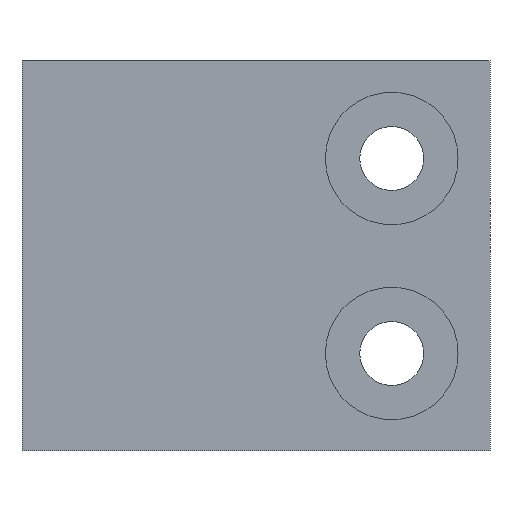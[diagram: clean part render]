
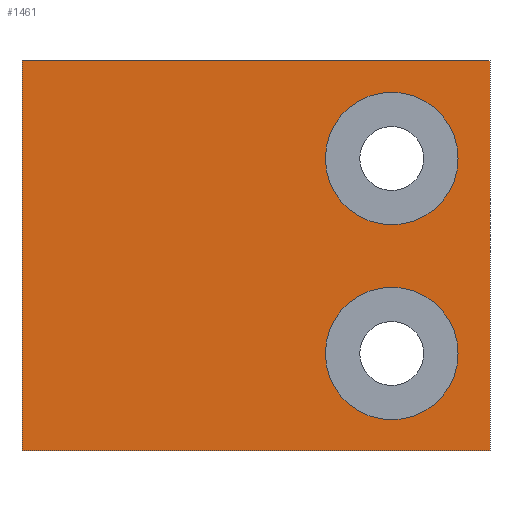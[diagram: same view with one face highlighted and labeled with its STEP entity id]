
A CAD part, front view. The second image highlights one B-rep face of the part: STEP entity #1461.
In plain terms, the highlighted planar face has unit normal (0, -1, 0).
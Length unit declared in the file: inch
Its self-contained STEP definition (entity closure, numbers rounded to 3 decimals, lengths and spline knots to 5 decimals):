
#27=FACE_BOUND('',#208,.T.);
#28=FACE_BOUND('',#209,.T.);
#36=PLANE('',#1576);
#115=FACE_OUTER_BOUND('',#207,.T.);
#207=EDGE_LOOP('',(#1071,#1072,#1073,#1074));
#208=EDGE_LOOP('',(#1075,#1076));
#209=EDGE_LOOP('',(#1077,#1078));
#353=LINE('',#2193,#531);
#354=LINE('',#2195,#532);
#355=LINE('',#2197,#533);
#356=LINE('',#2198,#534);
#531=VECTOR('',#1766,1.);
#532=VECTOR('',#1767,1.2);
#533=VECTOR('',#1768,1.);
#534=VECTOR('',#1769,1.2);
#641=CIRCLE('',#1554,0.17);
#644=CIRCLE('',#1557,0.17);
#645=CIRCLE('',#1559,0.17);
#648=CIRCLE('',#1562,0.17);
#657=VERTEX_POINT('',#2020);
#658=VERTEX_POINT('',#2021);
#661=VERTEX_POINT('',#2030);
#662=VERTEX_POINT('',#2031);
#737=VERTEX_POINT('',#2191);
#738=VERTEX_POINT('',#2192);
#739=VERTEX_POINT('',#2194);
#740=VERTEX_POINT('',#2196);
#789=EDGE_CURVE('',#657,#658,#641,.T.);
#793=EDGE_CURVE('',#658,#657,#644,.T.);
#794=EDGE_CURVE('',#661,#662,#645,.T.);
#798=EDGE_CURVE('',#662,#661,#648,.T.);
#873=EDGE_CURVE('',#737,#738,#353,.T.);
#874=EDGE_CURVE('',#739,#737,#354,.T.);
#875=EDGE_CURVE('',#740,#739,#355,.T.);
#876=EDGE_CURVE('',#738,#740,#356,.T.);
#1071=ORIENTED_EDGE('',*,*,#873,.F.);
#1072=ORIENTED_EDGE('',*,*,#874,.F.);
#1073=ORIENTED_EDGE('',*,*,#875,.F.);
#1074=ORIENTED_EDGE('',*,*,#876,.F.);
#1075=ORIENTED_EDGE('',*,*,#794,.F.);
#1076=ORIENTED_EDGE('',*,*,#798,.F.);
#1077=ORIENTED_EDGE('',*,*,#789,.F.);
#1078=ORIENTED_EDGE('',*,*,#793,.F.);
#1461=ADVANCED_FACE('',(#115,#27,#28),#36,.T.);
#1554=AXIS2_PLACEMENT_3D('',#2022,#1652,#1653);
#1557=AXIS2_PLACEMENT_3D('',#2028,#1659,#1660);
#1559=AXIS2_PLACEMENT_3D('',#2032,#1663,#1664);
#1562=AXIS2_PLACEMENT_3D('',#2038,#1670,#1671);
#1576=AXIS2_PLACEMENT_3D('',#2190,#1764,#1765);
#1652=DIRECTION('center_axis',(0.,-1.,0.));
#1653=DIRECTION('ref_axis',(0.,0.,-1.));
#1659=DIRECTION('center_axis',(0.,-1.,0.));
#1660=DIRECTION('ref_axis',(0.,0.,-1.));
#1663=DIRECTION('center_axis',(0.,-1.,0.));
#1664=DIRECTION('ref_axis',(0.,0.,-1.));
#1670=DIRECTION('center_axis',(0.,-1.,0.));
#1671=DIRECTION('ref_axis',(0.,0.,-1.));
#1764=DIRECTION('center_axis',(0.,-1.,0.));
#1765=DIRECTION('ref_axis',(0.,0.,-1.));
#1766=DIRECTION('',(0.,0.,-1.));
#1767=DIRECTION('',(1.,0.,0.));
#1768=DIRECTION('',(0.,0.,1.));
#1769=DIRECTION('',(-1.,0.,0.));
#2020=CARTESIAN_POINT('',(0.348,-0.0325,-0.08));
#2021=CARTESIAN_POINT('',(0.348,-0.0325,-0.42));
#2022=CARTESIAN_POINT('Origin',(0.348,-0.0325,-0.25));
#2028=CARTESIAN_POINT('Origin',(0.348,-0.0325,-0.25));
#2030=CARTESIAN_POINT('',(0.348,-0.0325,0.42));
#2031=CARTESIAN_POINT('',(0.348,-0.0325,0.08));
#2032=CARTESIAN_POINT('Origin',(0.348,-0.0325,0.25));
#2038=CARTESIAN_POINT('Origin',(0.348,-0.0325,0.25));
#2190=CARTESIAN_POINT('Origin',(0.6,-0.0325,-0.5));
#2191=CARTESIAN_POINT('',(0.6,-0.0325,0.5));
#2192=CARTESIAN_POINT('',(0.6,-0.0325,-0.5));
#2193=CARTESIAN_POINT('',(0.6,-0.0325,0.5));
#2194=CARTESIAN_POINT('',(-0.6,-0.0325,0.5));
#2195=CARTESIAN_POINT('',(-0.6,-0.0325,0.5));
#2196=CARTESIAN_POINT('',(-0.6,-0.0325,-0.5));
#2197=CARTESIAN_POINT('',(-0.6,-0.0325,-0.5));
#2198=CARTESIAN_POINT('',(0.6,-0.0325,-0.5));
